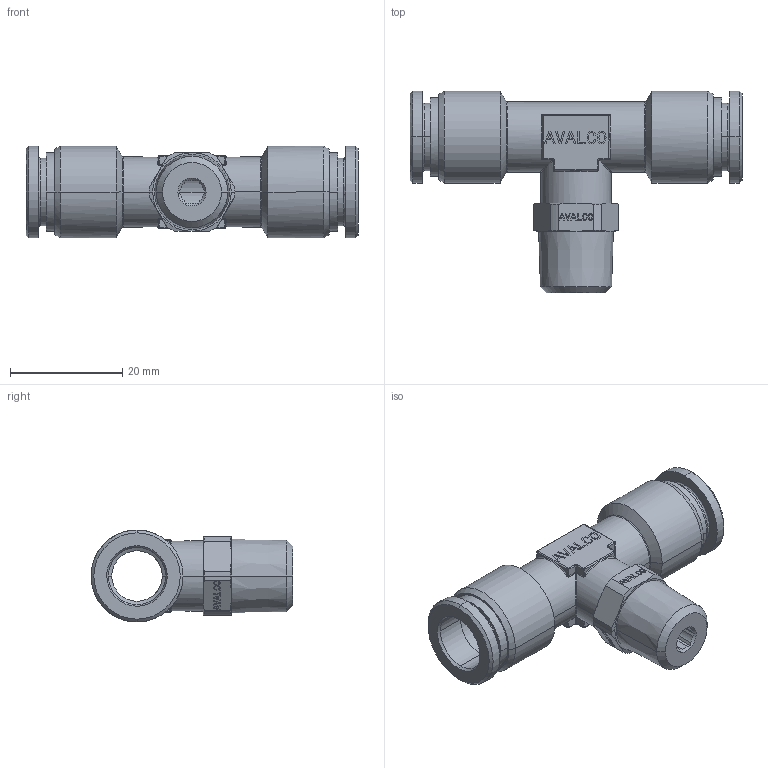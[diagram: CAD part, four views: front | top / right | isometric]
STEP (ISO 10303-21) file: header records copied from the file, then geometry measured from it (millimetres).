
FILE_DESCRIPTION(('CATIA V5 STEP Exchange'),'2;1');
FILE_NAME('PR415B-10R14.stp','2018-04-14T14:30:27+00:00',('none'),('none'),'CATIA Version 5 Release 21 GA (IN-10)','CATIA V5 STEP AP203','none');
FILE_SCHEMA(('CONFIG_CONTROL_DESIGN'));
Length unit declared in the file: millimetre
Products named in the file (1): PR415B-10R14
Bounding box: 59.2 x 36 x 16.4 mm (x, y, z)
Volume: 7780.3 mm3; surface area: 7022.7 mm2
Topology: 1 solids, 1 shells, 838 faces, 2171 edges, 1392 vertices
Faces by surface type: plane 618, cylinder 94, cone 52, torus 32, bspline 22, sphere 20
Entity records: 26261 total; most frequent: CARTESIAN_POINT 6781, ORIENTED_EDGE 4342, DIRECTION 3375, EDGE_CURVE 2171, VECTOR 1741, LINE 1741, VERTEX_POINT 1392, AXIS2_PLACEMENT_3D 929
